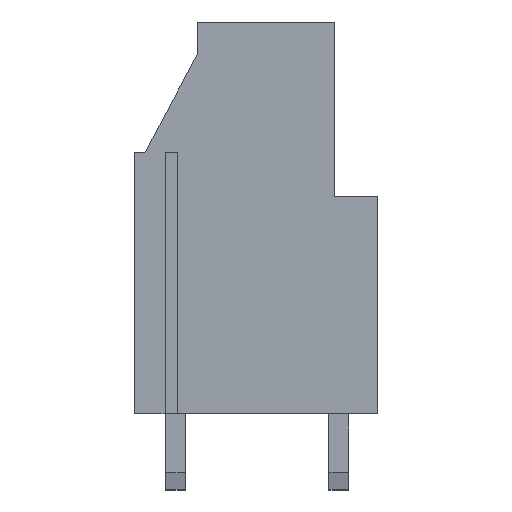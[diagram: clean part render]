
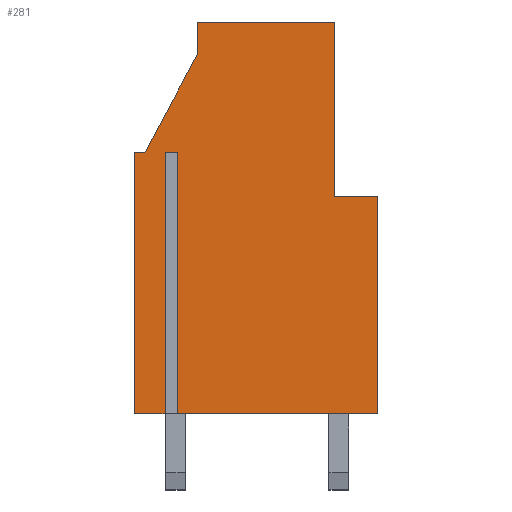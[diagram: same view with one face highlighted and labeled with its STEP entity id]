
A CAD part, front view. The second image highlights one B-rep face of the part: STEP entity #281.
In plain terms, the highlighted planar face has unit normal (0, -1, 0).
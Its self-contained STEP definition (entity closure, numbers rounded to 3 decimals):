
#281 = ADVANCED_FACE( '', ( #696 ), #697, .F. );
#696 = FACE_OUTER_BOUND( '', #1267, .T. );
#697 = PLANE( '', #1268 );
#1267 = EDGE_LOOP( '', ( #1886, #1887, #1888, #1889, #1890, #1891, #1892, #1893, #1894, #1895, #1896, #1897, #1898 ) );
#1268 = AXIS2_PLACEMENT_3D( '', #1899, #1900, #1901 );
#1886 = ORIENTED_EDGE( '', *, *, #3644, .F. );
#1887 = ORIENTED_EDGE( '', *, *, #3645, .T. );
#1888 = ORIENTED_EDGE( '', *, *, #3646, .F. );
#1889 = ORIENTED_EDGE( '', *, *, #3647, .F. );
#1890 = ORIENTED_EDGE( '', *, *, #3648, .F. );
#1891 = ORIENTED_EDGE( '', *, *, #3649, .T. );
#1892 = ORIENTED_EDGE( '', *, *, #3650, .T. );
#1893 = ORIENTED_EDGE( '', *, *, #3651, .F. );
#1894 = ORIENTED_EDGE( '', *, *, #3637, .F. );
#1895 = ORIENTED_EDGE( '', *, *, #3652, .F. );
#1896 = ORIENTED_EDGE( '', *, *, #3653, .T. );
#1897 = ORIENTED_EDGE( '', *, *, #3654, .T. );
#1898 = ORIENTED_EDGE( '', *, *, #3629, .F. );
#1899 = CARTESIAN_POINT( '', ( 12.134, -2.54, 19.8 ) );
#1900 = DIRECTION( '', ( 0., 1., 0. ) );
#1901 = DIRECTION( '', ( -1., 0., 0. ) );
#3629 = EDGE_CURVE( '', #4372, #4374, #4375, .T. );
#3637 = EDGE_CURVE( '', #4387, #4388, #4389, .T. );
#3644 = EDGE_CURVE( '', #4400, #4372, #4401, .T. );
#3645 = EDGE_CURVE( '', #4400, #4402, #4403, .T. );
#3646 = EDGE_CURVE( '', #4404, #4402, #4405, .T. );
#3647 = EDGE_CURVE( '', #4406, #4404, #4407, .T. );
#3648 = EDGE_CURVE( '', #4408, #4406, #4409, .T. );
#3649 = EDGE_CURVE( '', #4408, #4410, #4411, .T. );
#3650 = EDGE_CURVE( '', #4410, #4412, #4413, .T. );
#3651 = EDGE_CURVE( '', #4388, #4412, #4414, .T. );
#3652 = EDGE_CURVE( '', #4415, #4387, #4416, .T. );
#3653 = EDGE_CURVE( '', #4415, #4417, #4418, .T. );
#3654 = EDGE_CURVE( '', #4417, #4374, #4419, .T. );
#4372 = VERTEX_POINT( '', #5463 );
#4374 = VERTEX_POINT( '', #5466 );
#4375 = LINE( '', #5467, #5468 );
#4387 = VERTEX_POINT( '', #5485 );
#4388 = VERTEX_POINT( '', #5486 );
#4389 = LINE( '', #5487, #5488 );
#4400 = VERTEX_POINT( '', #5502 );
#4401 = LINE( '', #5503, #5504 );
#4402 = VERTEX_POINT( '', #5505 );
#4403 = LINE( '', #5506, #5507 );
#4404 = VERTEX_POINT( '', #5508 );
#4405 = LINE( '', #5509, #5510 );
#4406 = VERTEX_POINT( '', #5511 );
#4407 = LINE( '', #5512, #5513 );
#4408 = VERTEX_POINT( '', #5514 );
#4409 = LINE( '', #5515, #5516 );
#4410 = VERTEX_POINT( '', #5517 );
#4411 = LINE( '', #5518, #5519 );
#4412 = VERTEX_POINT( '', #5520 );
#4413 = LINE( '', #5521, #5522 );
#4414 = LINE( '', #5523, #5524 );
#4415 = VERTEX_POINT( '', #5525 );
#4416 = LINE( '', #5526, #5527 );
#4417 = VERTEX_POINT( '', #5528 );
#4418 = LINE( '', #5529, #5530 );
#4419 = LINE( '', #5531, #5532 );
#5463 = CARTESIAN_POINT( '', ( 9.2, -2.54, 10. ) );
#5466 = CARTESIAN_POINT( '', ( 11.2, -2.54, 10. ) );
#5467 = CARTESIAN_POINT( '', ( 9.038, -2.54, 10. ) );
#5468 = VECTOR( '', #6922, 1000. );
#5485 = CARTESIAN_POINT( '', ( 1.977, -2.54, 12. ) );
#5486 = CARTESIAN_POINT( '', ( 1.423, -2.54, 12. ) );
#5487 = CARTESIAN_POINT( '', ( 5.35, -2.54, 12. ) );
#5488 = VECTOR( '', #6928, 1000. );
#5502 = CARTESIAN_POINT( '', ( 9.2, -2.54, 18. ) );
#5503 = CARTESIAN_POINT( '', ( 9.2, -2.54, 18. ) );
#5504 = VECTOR( '', #6938, 1000. );
#5505 = CARTESIAN_POINT( '', ( 2.9, -2.54, 18. ) );
#5506 = CARTESIAN_POINT( '', ( 5.35, -2.54, 18. ) );
#5507 = VECTOR( '', #6939, 1000. );
#5508 = CARTESIAN_POINT( '', ( 2.9, -2.54, 16.5 ) );
#5509 = CARTESIAN_POINT( '', ( 2.9, -2.54, -1. ) );
#5510 = VECTOR( '', #6940, 1000. );
#5511 = CARTESIAN_POINT( '', ( 0.5, -2.54, 12. ) );
#5512 = CARTESIAN_POINT( '', ( -6.433, -2.54, -1. ) );
#5513 = VECTOR( '', #6941, 1000. );
#5514 = CARTESIAN_POINT( '', ( 0., -2.54, 12. ) );
#5515 = CARTESIAN_POINT( '', ( 5.35, -2.54, 12. ) );
#5516 = VECTOR( '', #6942, 1000. );
#5517 = CARTESIAN_POINT( '', ( 0., -2.54, 0. ) );
#5518 = CARTESIAN_POINT( '', ( 0., -2.54, -1. ) );
#5519 = VECTOR( '', #6943, 1000. );
#5520 = CARTESIAN_POINT( '', ( 1.423, -2.54, 0. ) );
#5521 = CARTESIAN_POINT( '', ( 5.35, -2.54, 0. ) );
#5522 = VECTOR( '', #6944, 1000. );
#5523 = CARTESIAN_POINT( '', ( 1.423, -2.54, -1. ) );
#5524 = VECTOR( '', #6945, 1000. );
#5525 = CARTESIAN_POINT( '', ( 1.977, -2.54, 0. ) );
#5526 = CARTESIAN_POINT( '', ( 1.977, -2.54, -1. ) );
#5527 = VECTOR( '', #6946, 1000. );
#5528 = CARTESIAN_POINT( '', ( 11.2, -2.54, 0. ) );
#5529 = CARTESIAN_POINT( '', ( 5.35, -2.54, 0. ) );
#5530 = VECTOR( '', #6947, 1000. );
#5531 = CARTESIAN_POINT( '', ( 11.2, -2.54, -1. ) );
#5532 = VECTOR( '', #6948, 1000. );
#6922 = DIRECTION( '', ( 1., 0., 0. ) );
#6928 = DIRECTION( '', ( -1., 0., 0. ) );
#6938 = DIRECTION( '', ( 0., 0., -1. ) );
#6939 = DIRECTION( '', ( -1., 0., 0. ) );
#6940 = DIRECTION( '', ( 0., 0., 1. ) );
#6941 = DIRECTION( '', ( 0.471, 0., 0.882 ) );
#6942 = DIRECTION( '', ( 1., 0., 0. ) );
#6943 = DIRECTION( '', ( 0., 0., -1. ) );
#6944 = DIRECTION( '', ( 1., 0., 0. ) );
#6945 = DIRECTION( '', ( 0., 0., -1. ) );
#6946 = DIRECTION( '', ( 0., 0., 1. ) );
#6947 = DIRECTION( '', ( 1., 0., 0. ) );
#6948 = DIRECTION( '', ( 0., 0., 1. ) );
